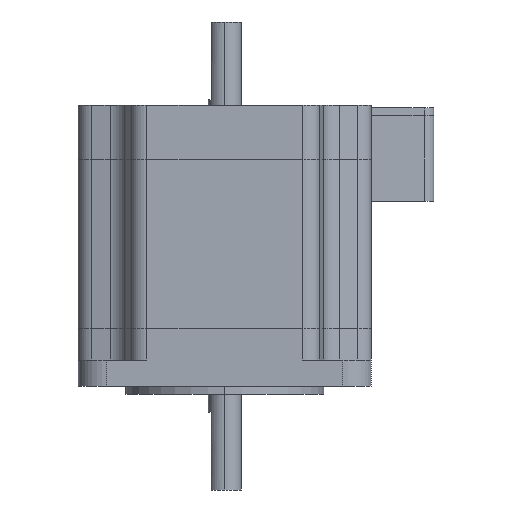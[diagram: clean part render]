
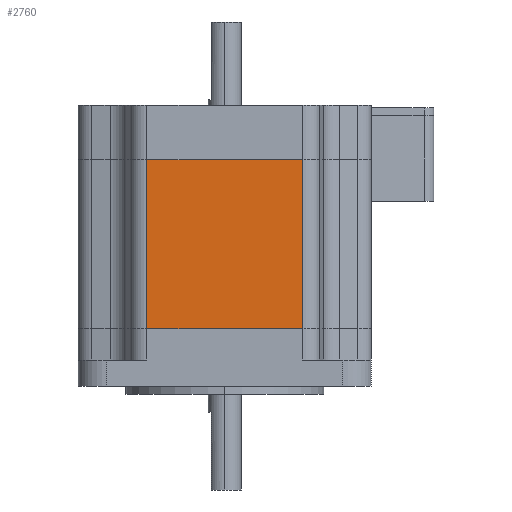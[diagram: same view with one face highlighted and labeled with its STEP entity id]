
A CAD part, left-side view. The second image highlights one B-rep face of the part: STEP entity #2760.
In plain terms, the highlighted planar face has unit normal (-1, 0, 0).
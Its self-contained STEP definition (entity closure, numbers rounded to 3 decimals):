
#195 = VECTOR ( 'NONE', #719, 1000. ) ;
#418 = CARTESIAN_POINT ( 'NONE',  ( -28.2, 15., 43.5 ) ) ;
#452 = DIRECTION ( 'NONE',  ( 0., -1., 0. ) ) ;
#577 = VECTOR ( 'NONE', #2000, 1000. ) ;
#593 = CARTESIAN_POINT ( 'NONE',  ( -28.2, 15., 43.5 ) ) ;
#719 = DIRECTION ( 'NONE',  ( 0., 0., -1. ) ) ;
#860 = EDGE_CURVE ( 'NONE', #3595, #4658, #1515, .T. ) ;
#986 = CARTESIAN_POINT ( 'NONE',  ( -28.2, 15., 11. ) ) ;
#1091 = VECTOR ( 'NONE', #2261, 1000. ) ;
#1249 = CARTESIAN_POINT ( 'NONE',  ( -28.2, -15., 43.5 ) ) ;
#1289 = CARTESIAN_POINT ( 'NONE',  ( -28.2, -15., 43.5 ) ) ;
#1452 = CARTESIAN_POINT ( 'NONE',  ( -28.2, -15., 11. ) ) ;
#1475 = EDGE_CURVE ( 'NONE', #3410, #4658, #2307, .T. ) ;
#1515 = LINE ( 'NONE', #986, #2713 ) ;
#1940 = EDGE_CURVE ( 'NONE', #3882, #3410, #3879, .T. ) ;
#2000 = DIRECTION ( 'NONE',  ( 0., 0., -1. ) ) ;
#2257 = PLANE ( 'NONE',  #5048 ) ;
#2261 = DIRECTION ( 'NONE',  ( 0., -1., 0. ) ) ;
#2307 = LINE ( 'NONE', #1249, #195 ) ;
#2501 = EDGE_LOOP ( 'NONE', ( #3200, #4583, #3502, #3368 ) ) ;
#2517 = FACE_OUTER_BOUND ( 'NONE', #2501, .T. ) ;
#2549 = CARTESIAN_POINT ( 'NONE',  ( -28.2, 15., 43.5 ) ) ;
#2713 = VECTOR ( 'NONE', #452, 1000. ) ;
#2760 = ADVANCED_FACE ( 'NONE', ( #2517 ), #2257, .F. ) ;
#2811 = CARTESIAN_POINT ( 'NONE',  ( -28.2, 15., 43.5 ) ) ;
#2892 = CARTESIAN_POINT ( 'NONE',  ( -28.2, 15., 11. ) ) ;
#3080 = LINE ( 'NONE', #2549, #577 ) ;
#3200 = ORIENTED_EDGE ( 'NONE', *, *, #860, .T. ) ;
#3368 = ORIENTED_EDGE ( 'NONE', *, *, #5051, .T. ) ;
#3410 = VERTEX_POINT ( 'NONE', #1289 ) ;
#3502 = ORIENTED_EDGE ( 'NONE', *, *, #1940, .F. ) ;
#3595 = VERTEX_POINT ( 'NONE', #2892 ) ;
#3879 = LINE ( 'NONE', #2811, #1091 ) ;
#3882 = VERTEX_POINT ( 'NONE', #593 ) ;
#4574 = DIRECTION ( 'NONE',  ( 0., 1., 0. ) ) ;
#4583 = ORIENTED_EDGE ( 'NONE', *, *, #1475, .F. ) ;
#4658 = VERTEX_POINT ( 'NONE', #1452 ) ;
#5048 = AXIS2_PLACEMENT_3D ( 'NONE', #418, #5099, #4574 ) ;
#5051 = EDGE_CURVE ( 'NONE', #3882, #3595, #3080, .T. ) ;
#5099 = DIRECTION ( 'NONE',  ( 1., 0., 0. ) ) ;
